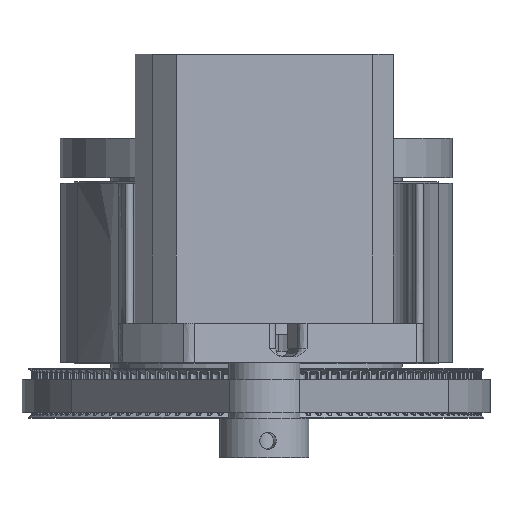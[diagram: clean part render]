
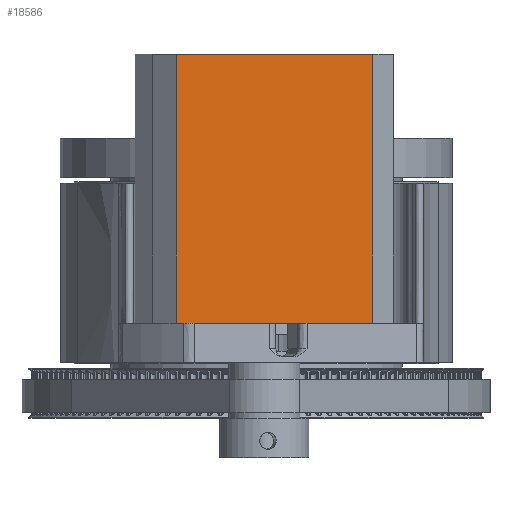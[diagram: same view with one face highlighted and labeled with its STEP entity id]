
A CAD part, front view. The second image highlights one B-rep face of the part: STEP entity #18586.
In plain terms, the highlighted face is planar.
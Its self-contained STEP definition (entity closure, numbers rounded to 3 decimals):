
#1574=LINE('',#25327,#2671);
#1582=LINE('',#25352,#2679);
#1589=LINE('',#25366,#2686);
#1596=LINE('',#25400,#2693);
#2671=VECTOR('',#21228,10.);
#2679=VECTOR('',#21250,10.);
#2686=VECTOR('',#21263,10.);
#2693=VECTOR('',#21310,10.);
#4710=FACE_OUTER_BOUND('',#5778,.T.);
#5778=EDGE_LOOP('',(#12476,#12477,#12478,#12479));
#7358=VERTEX_POINT('',#25324);
#7359=VERTEX_POINT('',#25326);
#7369=VERTEX_POINT('',#25350);
#7373=VERTEX_POINT('',#25364);
#9368=EDGE_CURVE('',#7359,#7358,#1574,.T.);
#9381=EDGE_CURVE('',#7369,#7358,#1582,.T.);
#9388=EDGE_CURVE('',#7359,#7373,#1589,.T.);
#9402=EDGE_CURVE('',#7373,#7369,#1596,.T.);
#12476=ORIENTED_EDGE('',*,*,#9381,.F.);
#12477=ORIENTED_EDGE('',*,*,#9402,.F.);
#12478=ORIENTED_EDGE('',*,*,#9388,.F.);
#12479=ORIENTED_EDGE('',*,*,#9368,.T.);
#18447=PLANE('',#19710);
#18586=ADVANCED_FACE('',(#4710),#18447,.T.);
#19710=AXIS2_PLACEMENT_3D('',#25399,#21308,#21309);
#21228=DIRECTION('',(1.,0.,0.));
#21250=DIRECTION('',(0.,0.,-1.));
#21263=DIRECTION('',(0.,0.,1.));
#21308=DIRECTION('center_axis',(0.,-1.,0.));
#21309=DIRECTION('ref_axis',(1.,0.,0.));
#21310=DIRECTION('',(1.,0.,0.));
#25324=CARTESIAN_POINT('',(17.6,-21.6,0.));
#25326=CARTESIAN_POINT('',(-17.6,-21.6,0.));
#25327=CARTESIAN_POINT('',(-21.6,-21.6,0.));
#25350=CARTESIAN_POINT('',(17.6,-21.6,48.));
#25352=CARTESIAN_POINT('',(17.6,-21.6,0.));
#25364=CARTESIAN_POINT('',(-17.6,-21.6,48.));
#25366=CARTESIAN_POINT('',(-17.6,-21.6,0.));
#25399=CARTESIAN_POINT('Origin',(-21.6,-21.6,0.));
#25400=CARTESIAN_POINT('',(-21.6,-21.6,48.));
